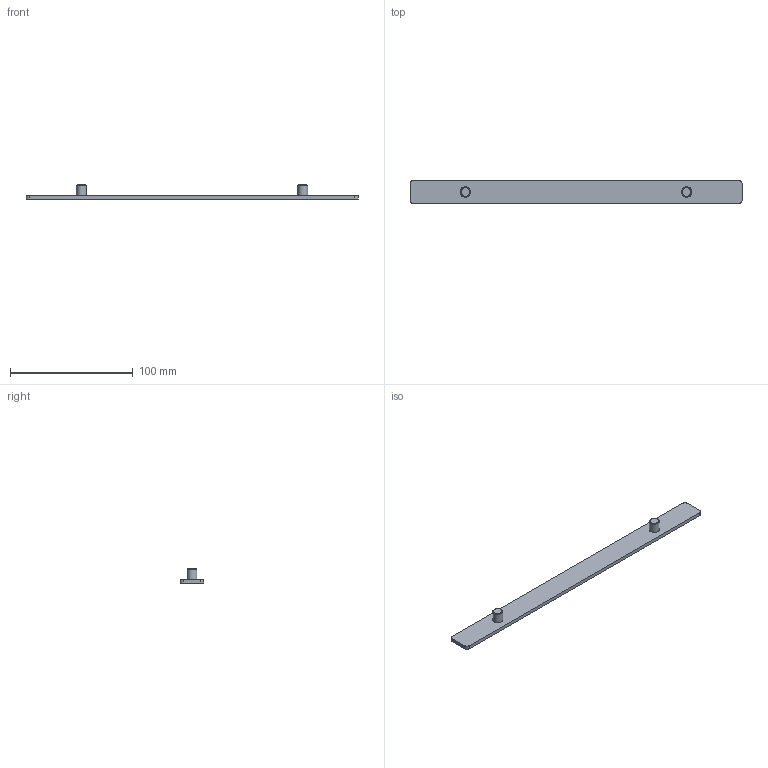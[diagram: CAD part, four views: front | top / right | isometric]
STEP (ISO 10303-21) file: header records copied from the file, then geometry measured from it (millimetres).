
FILE_DESCRIPTION(/* description */ (''),/* implementation_level */ '2;1');
FILE_NAME(/* name */ 'leer-00_Abdeckkappe 270x19 Alu.step',/* time_stamp */ '2024-08-22T07:08:40+02:00',/* author */ ('Muellerj'),/* organization */ ('MiniTec GmbH & Co.KG'),/* preprocessor_version */ 'ST-DEVELOPER v19.2',/* originating_system */ 'Autodesk Inventor 2023',/* authorisation */ '');
FILE_SCHEMA (('CONFIG_CONTROL_DESIGN'));
Length unit declared in the file: millimetre
Products named in the file (3): MTW_1-00216644; MTW_1-00216635; 21-1666-0FZ.001
Assembly tree (3 placements, depth 2):
  MTW_1-00216644
    MTW_1-00216635
    21-1666-0FZ.001  x2
Bounding box: 270 x 19 x 11.5 mm (x, y, z)
Volume: 16060.1 mm3; surface area: 13060.4 mm2
Topology: 3 solids, 3 shells, 46 faces, 102 edges, 68 vertices
Faces by surface type: plane 28, cylinder 12, torus 4, cone 2
Full cylindrical faces by diameter (mm): 8 x2, 8.5 x2, 12 x2, 13 x2
Entity records: 1001 total; most frequent: DIRECTION 171, CARTESIAN_POINT 152, ORIENTED_EDGE 138, EDGE_CURVE 69, AXIS2_PLACEMENT_3D 65, VERTEX_POINT 46, LINE 41, VECTOR 41
